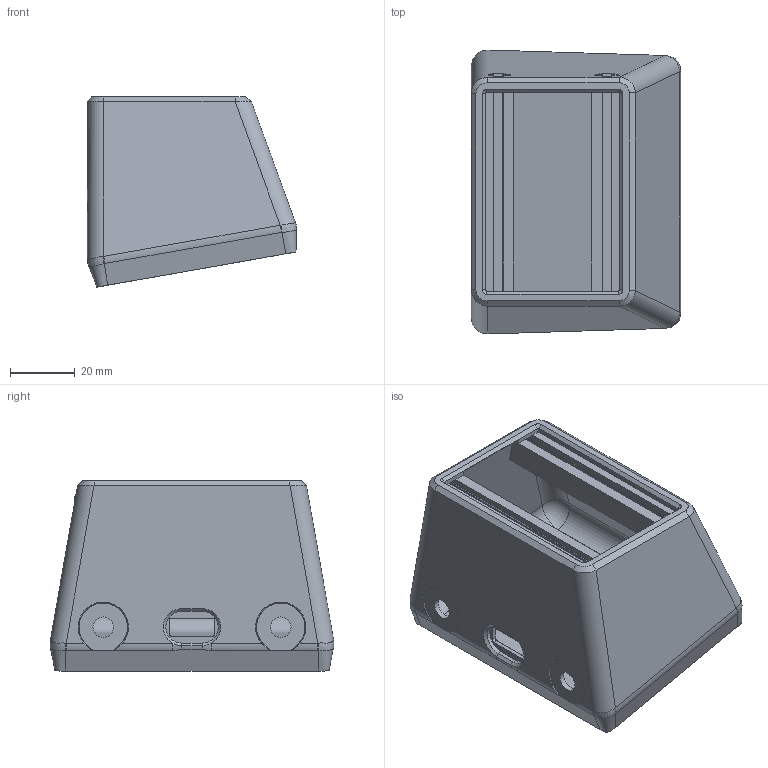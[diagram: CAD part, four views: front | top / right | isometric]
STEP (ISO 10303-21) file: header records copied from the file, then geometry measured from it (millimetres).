
FILE_DESCRIPTION(('FreeCAD Model'),'2;1');
FILE_NAME('Open CASCADE Shape Model','2024-09-14T14:34:28',('Author'),( ''),'Open CASCADE STEP processor 7.6','FreeCAD','Unknown');
FILE_SCHEMA(('AUTOMOTIVE_DESIGN { 1 0 10303 214 1 1 1 1 }'));
Length unit declared in the file: millimetre
Products named in the file (6): Part; Body; Sup; Body002; Body003; Body004
Assembly tree (5 placements, depth 2):
  Part
    Body
    Sup
    Body002
    Body003
    Body004
Bounding box: 64.77 x 87.95 x 58.89 mm (x, y, z)
Volume: 70200.7 mm3; surface area: 43235.5 mm2
Topology: 5 solids, 5 shells, 235 faces, 572 edges, 346 vertices
Faces by surface type: plane 147, cylinder 37, bspline 29, cone 18, sphere 4
Full cylindrical faces by diameter (mm): 6.4 x2, 14 x4
Entity records: 12935 total; most frequent: CARTESIAN_POINT 7576, ORIENTED_EDGE 1136, DIRECTION 990, EDGE_CURVE 568, LINE 406, VECTOR 406, VERTEX_POINT 346, AXIS2_PLACEMENT_3D 292
